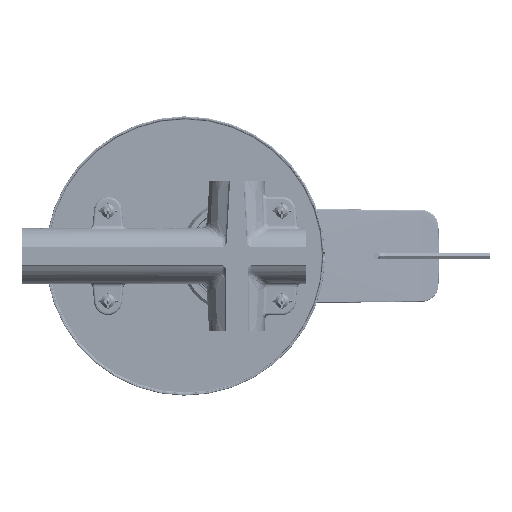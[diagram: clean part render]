
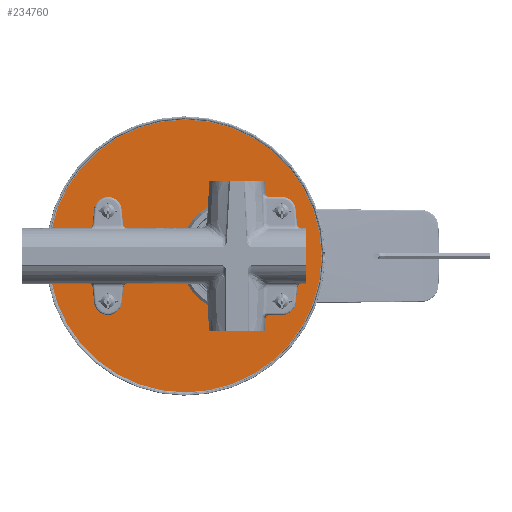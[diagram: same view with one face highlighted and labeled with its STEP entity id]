
A CAD part, front view. The second image highlights one B-rep face of the part: STEP entity #234760.
In plain terms, the highlighted planar face has unit normal (0, -1, 0).
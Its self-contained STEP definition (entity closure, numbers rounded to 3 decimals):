
#234256=CARTESIAN_POINT('',(0.,5.,0.));
#234257=DIRECTION('',(0.,1.,0.));
#234258=DIRECTION('',(1.,0.,0.));
#234259=AXIS2_PLACEMENT_3D('',#234256,#234257,#234258);
#234261=CARTESIAN_POINT('',(0.,5.,0.));
#234262=DIRECTION('',(0.,1.,0.));
#234263=DIRECTION('',(-1.,0.,0.));
#234264=AXIS2_PLACEMENT_3D('',#234261,#234262,#234263);
#234271=CARTESIAN_POINT('',(-36.,5.,0.));
#234272=DIRECTION('',(0.,1.,0.));
#234273=DIRECTION('',(-1.,0.,0.));
#234274=AXIS2_PLACEMENT_3D('',#234271,#234272,#234273);
#234281=CARTESIAN_POINT('',(-36.,5.,0.));
#234282=DIRECTION('',(0.,-1.,0.));
#234283=DIRECTION('',(-1.,0.,0.));
#234284=AXIS2_PLACEMENT_3D('',#234281,#234282,#234283);
#234464=CARTESIAN_POINT('',(24.,5.,0.));
#234465=DIRECTION('',(0.,-1.,0.));
#234466=DIRECTION('',(-1.,0.,0.));
#234467=AXIS2_PLACEMENT_3D('',#234464,#234465,#234466);
#234474=CARTESIAN_POINT('',(24.,5.,0.));
#234475=DIRECTION('',(0.,1.,0.));
#234476=DIRECTION('',(-1.,0.,0.));
#234477=AXIS2_PLACEMENT_3D('',#234474,#234475,#234476);
#234533=CARTESIAN_POINT('',(63.461,5.,0.));
#234534=CARTESIAN_POINT('',(-63.461,5.,0.));
#234535=VERTEX_POINT('',#234533);
#234536=VERTEX_POINT('',#234534);
#234557=CARTESIAN_POINT('',(0.25,5.,0.));
#234559=VERTEX_POINT('',#234557);
#234569=CARTESIAN_POINT('',(47.75,5.,0.));
#234571=VERTEX_POINT('',#234569);
#234581=CARTESIAN_POINT('',(-48.25,5.,0.));
#234583=VERTEX_POINT('',#234581);
#234593=CARTESIAN_POINT('',(-23.75,5.,0.));
#234595=VERTEX_POINT('',#234593);
#234738=CARTESIAN_POINT('',(0.,5.,0.));
#234739=DIRECTION('',(0.,1.,0.));
#234740=DIRECTION('',(1.,0.,0.));
#234741=AXIS2_PLACEMENT_3D('',#234738,#234739,#234740);
#234742=PLANE('',#234741);
#234743=ORIENTED_EDGE('',*,*,#234728,.T.);
#234745=ORIENTED_EDGE('',*,*,#234744,.T.);
#234746=EDGE_LOOP('',(#234743,#234745));
#234747=FACE_OUTER_BOUND('',#234746,.F.);
#234749=ORIENTED_EDGE('',*,*,#234748,.F.);
#234751=ORIENTED_EDGE('',*,*,#234750,.T.);
#234752=EDGE_LOOP('',(#234749,#234751));
#234753=FACE_BOUND('',#234752,.F.);
#234755=ORIENTED_EDGE('',*,*,#234754,.F.);
#234757=ORIENTED_EDGE('',*,*,#234756,.T.);
#234758=EDGE_LOOP('',(#234755,#234757));
#234759=FACE_BOUND('',#234758,.F.);
#234760=ADVANCED_FACE('',(#234747,#234753,#234759),#234742,.F.);
#234260=CIRCLE('',#234259,63.461);
#234265=CIRCLE('',#234264,63.461);
#234275=CIRCLE('',#234274,12.25);
#234285=CIRCLE('',#234284,12.25);
#234468=CIRCLE('',#234467,23.75);
#234478=CIRCLE('',#234477,23.75);
#234728=EDGE_CURVE('',#234535,#234536,#234260,.T.);
#234744=EDGE_CURVE('',#234536,#234535,#234265,.T.);
#234748=EDGE_CURVE('',#234559,#234571,#234478,.T.);
#234750=EDGE_CURVE('',#234559,#234571,#234468,.T.);
#234754=EDGE_CURVE('',#234583,#234595,#234275,.T.);
#234756=EDGE_CURVE('',#234583,#234595,#234285,.T.);
